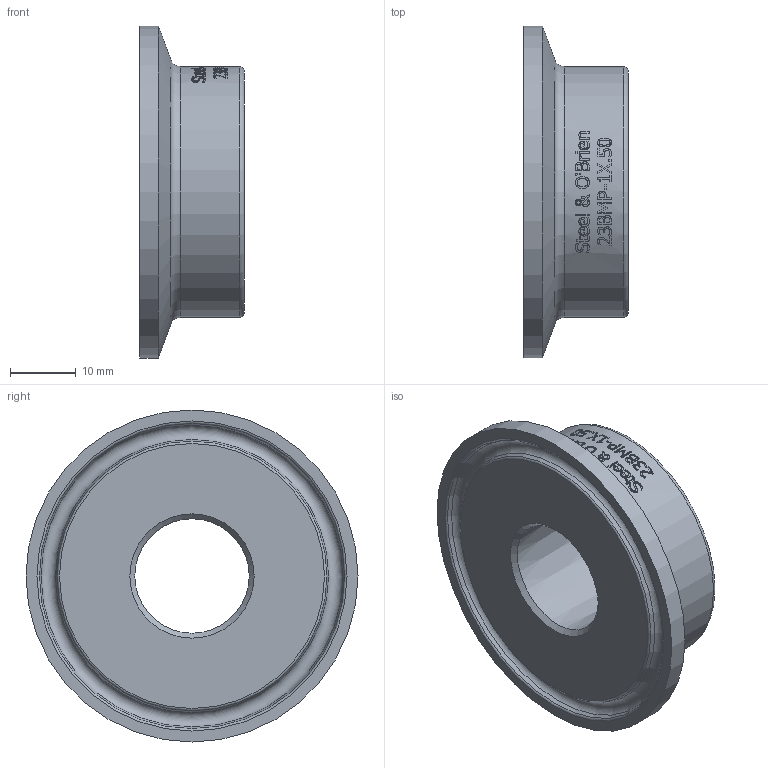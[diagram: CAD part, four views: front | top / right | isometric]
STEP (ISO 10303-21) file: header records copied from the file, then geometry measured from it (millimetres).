
FILE_DESCRIPTION(/* description */ (''),/* implementation_level */ '2;1');
FILE_NAME(/* name */ '23BMP-1X.50.ipt.stp',/* time_stamp */ '2019-05-02T16:16:01-04:00',/* author */ ('Engineering'),/* organization */ (''),/* preprocessor_version */ 'ST-DEVELOPER v15.2',/* originating_system */ 'Autodesk Inventor 2014',/* authorisation */ '');
FILE_SCHEMA (('AUTOMOTIVE_DESIGN { 1 0 10303 214 3 1 1 }'));
Length unit declared in the file: inch
Products named in the file (1): 23BMP-1X.50
Bounding box: 15.88 x 50.39 x 50.39 mm (x, y, z)
Volume: 16993.3 mm3; surface area: 6301.4 mm2
Topology: 1 solids, 1 shells, 412 faces, 1106 edges, 734 vertices
Faces by surface type: bspline 197, plane 165, cylinder 39, cone 6, torus 5
Full cylindrical faces by diameter (mm): 38.1 x1, 50.394 x1
Entity records: 16519 total; most frequent: CARTESIAN_POINT 7343, ORIENTED_EDGE 2186, DIRECTION 1339, EDGE_CURVE 1093, VERTEX_POINT 734, LINE 491, VECTOR 491, EDGE_LOOP 465
